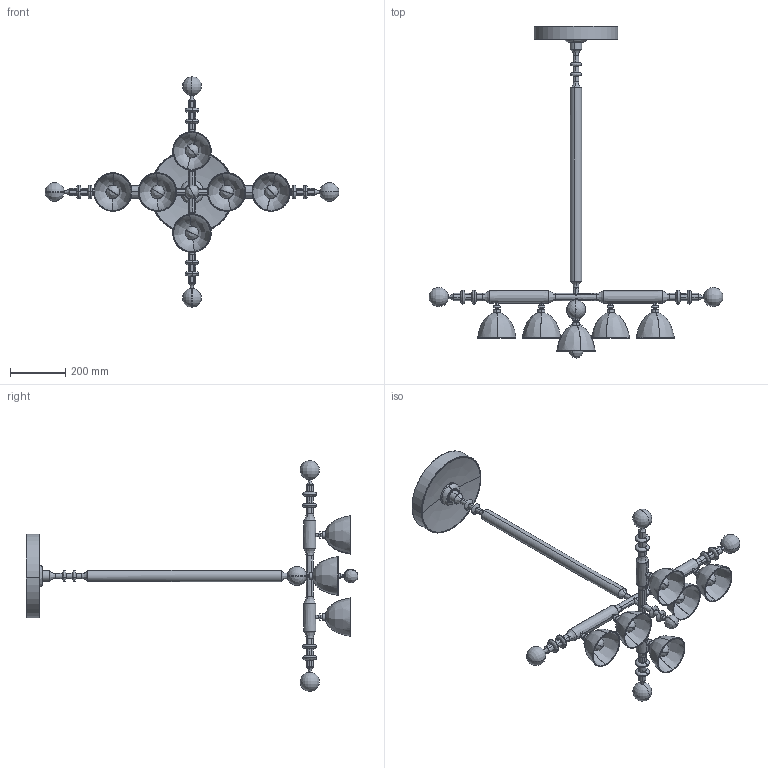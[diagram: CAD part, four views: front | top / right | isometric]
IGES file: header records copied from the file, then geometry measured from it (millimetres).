
Start section: SolidWorks IGES file using analytic representation for surfaces
Global section: file name: DELP4 - Del Play Four Arm Pendant Assembly.IGS; native system: SolidWorks 2022; preprocessor: SolidWorks 2022; author: Dan Whitsell; date: 221223.105446; units: millimetre
Bounding box: 1066.63 x 1204.71 x 838.03 mm (x, y, z)
Surface area: 1274469.7 mm2 (no closed solid volume)
Topology: 0 solids, 0 shells, 955 faces, 14814 edges, 14795 vertices
Faces by surface type: revolution 517, bspline 438
